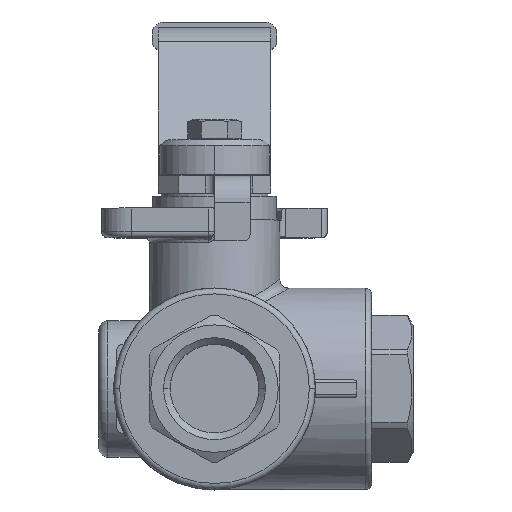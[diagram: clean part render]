
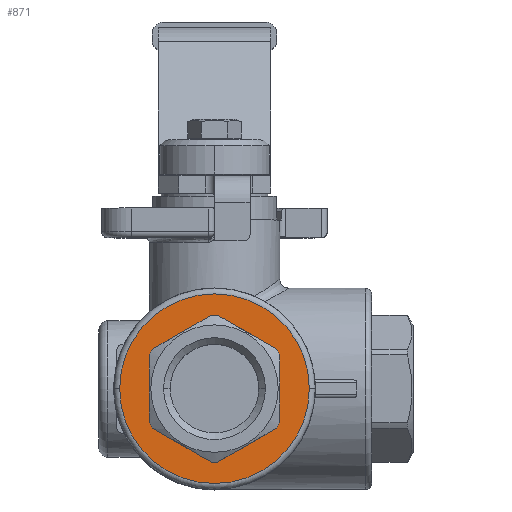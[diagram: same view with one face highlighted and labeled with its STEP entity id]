
A CAD part, top view. The second image highlights one B-rep face of the part: STEP entity #871.
In plain terms, the highlighted planar face has unit normal (0, 0, 1).
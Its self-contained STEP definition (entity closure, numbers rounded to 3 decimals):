
#871=ADVANCED_FACE('',(#1814,#1815),#1816,.F.);
#1814=FACE_OUTER_BOUND('',#4812,.T.);
#1815=FACE_BOUND('',#4813,.T.);
#1816=PLANE('',#4814);
#4812=EDGE_LOOP('',(#7714,#7715));
#4813=EDGE_LOOP('',(#7716,#7717,#7718,#7719,#7720,#7721,#7722,#7723,#7724,#7725,#7726,#7727,#7728,#7729));
#4814=AXIS2_PLACEMENT_3D('',#7730,#7731,#7732);
#7714=ORIENTED_EDGE('',*,*,#9394,.T.);
#7715=ORIENTED_EDGE('',*,*,#8350,.T.);
#7716=ORIENTED_EDGE('',*,*,#9239,.T.);
#7717=ORIENTED_EDGE('',*,*,#8687,.F.);
#7718=ORIENTED_EDGE('',*,*,#8589,.F.);
#7719=ORIENTED_EDGE('',*,*,#9145,.T.);
#7720=ORIENTED_EDGE('',*,*,#8929,.F.);
#7721=ORIENTED_EDGE('',*,*,#9395,.T.);
#7722=ORIENTED_EDGE('',*,*,#9396,.F.);
#7723=ORIENTED_EDGE('',*,*,#9064,.T.);
#7724=ORIENTED_EDGE('',*,*,#9397,.F.);
#7725=ORIENTED_EDGE('',*,*,#8344,.F.);
#7726=ORIENTED_EDGE('',*,*,#9384,.T.);
#7727=ORIENTED_EDGE('',*,*,#9274,.F.);
#7728=ORIENTED_EDGE('',*,*,#9320,.T.);
#7729=ORIENTED_EDGE('',*,*,#9379,.F.);
#7730=CARTESIAN_POINT('',(0.,14.7,26.5));
#7731=DIRECTION('',(0.,0.0,-1.0));
#7732=DIRECTION('',(0.0,-1.0,0.0));
#8344=EDGE_CURVE('',#9561,#9557,#9563,.T.);
#8350=EDGE_CURVE('',#9566,#9572,#9574,.T.);
#8589=EDGE_CURVE('',#9990,#9986,#9992,.T.);
#8687=EDGE_CURVE('',#9986,#10139,#10140,.T.);
#8929=EDGE_CURVE('',#10507,#10509,#10510,.T.);
#9064=EDGE_CURVE('',#10711,#10709,#10712,.T.);
#9145=EDGE_CURVE('',#9990,#10509,#10825,.T.);
#9239=EDGE_CURVE('',#10948,#10139,#10949,.T.);
#9274=EDGE_CURVE('',#10992,#10990,#10994,.T.);
#9320=EDGE_CURVE('',#10992,#11048,#11050,.T.);
#9379=EDGE_CURVE('',#10948,#11048,#11121,.T.);
#9384=EDGE_CURVE('',#9561,#10990,#11126,.T.);
#9394=EDGE_CURVE('',#9572,#9566,#11136,.T.);
#9395=EDGE_CURVE('',#10507,#11137,#11138,.T.);
#9396=EDGE_CURVE('',#10711,#11137,#11139,.T.);
#9397=EDGE_CURVE('',#9557,#10709,#11140,.T.);
#9557=VERTEX_POINT('',#11320);
#9561=VERTEX_POINT('',#11325);
#9563=CIRCLE('',#11328,12.4);
#9566=VERTEX_POINT('',#11331);
#9572=VERTEX_POINT('',#11337);
#9574=CIRCLE('',#11339,16.0);
#9986=VERTEX_POINT('',#13703);
#9990=VERTEX_POINT('',#13708);
#9992=CIRCLE('',#13711,12.4);
#10139=VERTEX_POINT('',#14941);
#10140=CIRCLE('',#14942,12.4);
#10507=VERTEX_POINT('',#16297);
#10509=VERTEX_POINT('',#16300);
#10510=CIRCLE('',#16301,12.4);
#10709=VERTEX_POINT('',#16938);
#10711=VERTEX_POINT('',#16941);
#10712=LINE('',#16942,#16943);
#10825=LINE('',#17177,#17178);
#10948=VERTEX_POINT('',#17538);
#10949=LINE('',#17539,#17540);
#10990=VERTEX_POINT('',#17596);
#10992=VERTEX_POINT('',#17599);
#10994=CIRCLE('',#17602,12.4);
#11048=VERTEX_POINT('',#17933);
#11050=LINE('',#17936,#17937);
#11121=CIRCLE('',#18039,12.4);
#11126=LINE('',#18046,#18047);
#11136=CIRCLE('',#18075,16.0);
#11137=VERTEX_POINT('',#18076);
#11138=LINE('',#18077,#18078);
#11139=CIRCLE('',#18079,12.4);
#11140=CIRCLE('',#18080,12.4);
#11320=CARTESIAN_POINT('',(0.,12.4,26.5));
#11325=CARTESIAN_POINT('',(0.543,12.388,26.5));
#11328=AXIS2_PLACEMENT_3D('',#18309,#18310,#18311);
#11331=CARTESIAN_POINT('',(16.0,0.,26.5));
#11337=CARTESIAN_POINT('',(-16.0,0.,26.5));
#11339=AXIS2_PLACEMENT_3D('',#18324,#18325,#18326);
#13703=CARTESIAN_POINT('',(0.,-12.4,26.5));
#13708=CARTESIAN_POINT('',(-0.543,-12.388,26.5));
#13711=AXIS2_PLACEMENT_3D('',#18660,#18661,#18662);
#14941=CARTESIAN_POINT('',(0.543,-12.388,26.5));
#14942=AXIS2_PLACEMENT_3D('',#18779,#18780,#18781);
#16297=CARTESIAN_POINT('',(-11.0,-5.724,26.5));
#16300=CARTESIAN_POINT('',(-10.457,-6.664,26.5));
#16301=AXIS2_PLACEMENT_3D('',#19033,#19034,#19035);
#16938=CARTESIAN_POINT('',(-0.543,12.388,26.5));
#16941=CARTESIAN_POINT('',(-10.457,6.664,26.5));
#16942=CARTESIAN_POINT('',(0.,12.702,26.5));
#16943=VECTOR('',#19202,1.0);
#17177=CARTESIAN_POINT('',(0.,-12.702,26.5));
#17178=VECTOR('',#19279,1.0);
#17538=CARTESIAN_POINT('',(10.457,-6.664,26.5));
#17539=CARTESIAN_POINT('',(0.,-12.702,26.5));
#17540=VECTOR('',#19384,1.0);
#17596=CARTESIAN_POINT('',(10.457,6.664,26.5));
#17599=CARTESIAN_POINT('',(11.0,5.724,26.5));
#17602=AXIS2_PLACEMENT_3D('',#19417,#19418,#19419);
#17933=CARTESIAN_POINT('',(11.0,-5.724,26.5));
#17936=CARTESIAN_POINT('',(11.0,0.,26.5));
#17937=VECTOR('',#19462,1.0);
#18039=AXIS2_PLACEMENT_3D('',#19542,#19543,#19544);
#18046=CARTESIAN_POINT('',(0.,12.702,26.5));
#18047=VECTOR('',#19547,1.0);
#18075=AXIS2_PLACEMENT_3D('',#19551,#19552,#19553);
#18076=CARTESIAN_POINT('',(-11.0,5.724,26.5));
#18077=CARTESIAN_POINT('',(-11.0,0.,26.5));
#18078=VECTOR('',#19554,1.0);
#18079=AXIS2_PLACEMENT_3D('',#19555,#19556,#19557);
#18080=AXIS2_PLACEMENT_3D('',#19558,#19559,#19560);
#18309=CARTESIAN_POINT('',(0.,0.,26.5));
#18310=DIRECTION('',(0.,0.0,1.0));
#18311=DIRECTION('',(0.0,1.0,0.0));
#18324=CARTESIAN_POINT('',(0.,0.,26.5));
#18325=DIRECTION('',(0.,0.,1.0));
#18326=DIRECTION('',(0.,-1.0,0.));
#18660=CARTESIAN_POINT('',(0.,0.,26.5));
#18661=DIRECTION('',(0.,0.0,1.0));
#18662=DIRECTION('',(0.0,1.0,0.0));
#18779=CARTESIAN_POINT('',(0.,0.,26.5));
#18780=DIRECTION('',(0.,0.0,1.0));
#18781=DIRECTION('',(0.0,1.0,0.0));
#19033=CARTESIAN_POINT('',(0.,0.,26.5));
#19034=DIRECTION('',(0.,0.0,1.0));
#19035=DIRECTION('',(0.0,1.0,0.0));
#19202=DIRECTION('',(0.866,0.5,0.));
#19279=DIRECTION('',(-0.866,0.5,0.));
#19384=DIRECTION('',(-0.866,-0.5,0.));
#19417=CARTESIAN_POINT('',(0.,0.,26.5));
#19418=DIRECTION('',(0.,0.0,1.0));
#19419=DIRECTION('',(0.0,1.0,0.0));
#19462=DIRECTION('',(0.,-1.0,0.));
#19542=CARTESIAN_POINT('',(0.,0.,26.5));
#19543=DIRECTION('',(0.,0.0,1.0));
#19544=DIRECTION('',(0.0,1.0,0.0));
#19547=DIRECTION('',(0.866,-0.5,0.));
#19551=CARTESIAN_POINT('',(0.,0.,26.5));
#19552=DIRECTION('',(0.,0.,1.0));
#19553=DIRECTION('',(0.,-1.0,0.));
#19554=DIRECTION('',(0.,1.0,0.));
#19555=CARTESIAN_POINT('',(0.,0.,26.5));
#19556=DIRECTION('',(0.,0.0,1.0));
#19557=DIRECTION('',(0.0,1.0,0.0));
#19558=CARTESIAN_POINT('',(0.,0.,26.5));
#19559=DIRECTION('',(0.,0.0,1.0));
#19560=DIRECTION('',(0.0,1.0,0.0));
